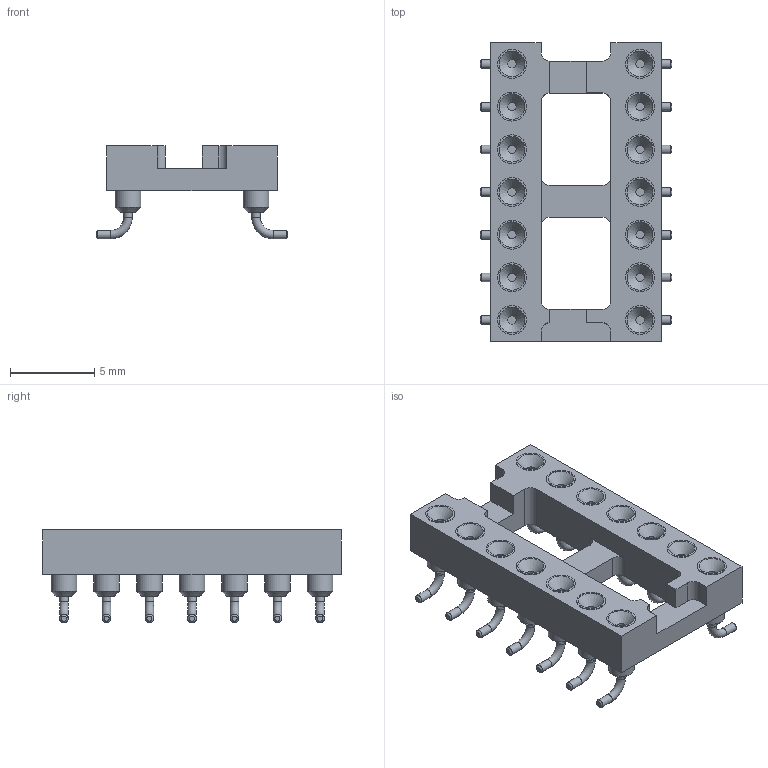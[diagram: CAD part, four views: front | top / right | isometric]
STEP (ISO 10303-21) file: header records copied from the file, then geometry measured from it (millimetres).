
FILE_DESCRIPTION(/* description */ ('model of DIP-14_W8.89mm_SMDSocket_LongPads'),/* implementation_level */ '2;1');
FILE_NAME(/* name */ 'DIP-14_W8.89mm_SMDSocket_LongPads.step',/* time_stamp */ '2017-11-03T14:47:08',/* author */ ('Terje Io','https://github.com/terjeio'),/* organization */ ('FreeCAD'),/* preprocessor_version */ 'OCC',/* originating_system */ 'kicad StepUp',/* authorisation */ '');
FILE_SCHEMA(('AUTOMOTIVE_DESIGN_CC2 { 1 2 10303 214 -1 1 5 4 }'));
Length unit declared in the file: millimetre
Products named in the file (1): DIP_14_W889mm_SMDSocket_LongPads
Bounding box: 11.42 x 17.78 x 5.58 mm (x, y, z)
Volume: 351.1 mm3; surface area: 702.7 mm2
Topology: 1 solids, 1 shells, 235 faces, 436 edges, 271 vertices
Faces by surface type: plane 97, cylinder 82, cone 42, torus 14
Full cylindrical faces by diameter (mm): 0.508 x42, 1.524 x14, 1.724 x14
Entity records: 4284 total; most frequent: ORIENTED_EDGE 773, CARTESIAN_POINT 535, EDGE_CURVE 436, AXIS2_PLACEMENT_3D 428, FACE_BOUND 307, EDGE_LOOP 307, VERTEX_POINT 271, ADVANCED_FACE 235
